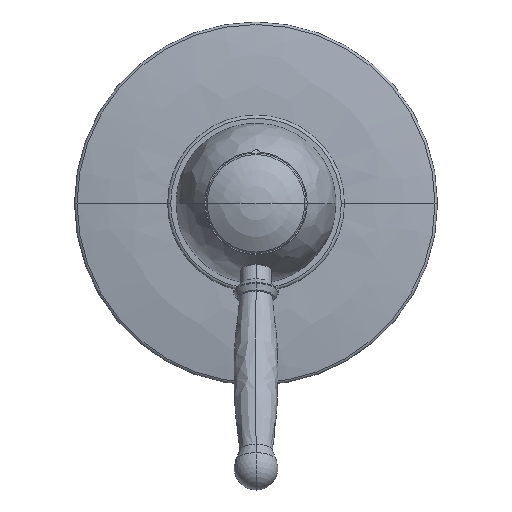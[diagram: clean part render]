
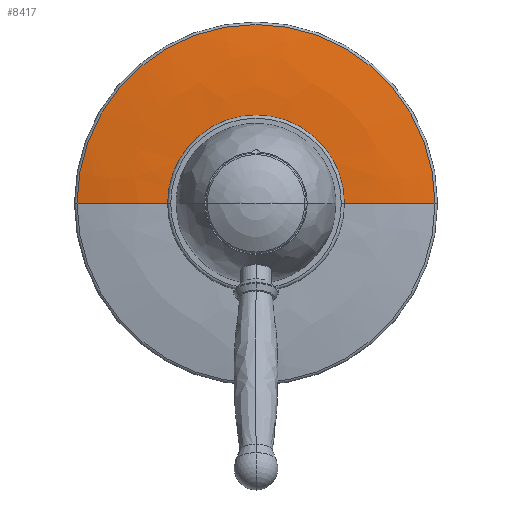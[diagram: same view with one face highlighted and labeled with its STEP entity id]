
A CAD part, top view. The second image highlights one B-rep face of the part: STEP entity #8417.
In plain terms, the highlighted free-form (B-spline) face has degree [3, 3] with [7, 4] control points.
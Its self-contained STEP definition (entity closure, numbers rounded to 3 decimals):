
#7601=CARTESIAN_POINT('',(28.144,0.,-154.));
#7602=DIRECTION('',(0.,-1.,0.));
#7603=DIRECTION('',(0.194,0.,0.981));
#7604=AXIS2_PLACEMENT_3D('',#7601,#7602,#7603);
#7611=CARTESIAN_POINT('',(-28.144,0.,-154.));
#7612=DIRECTION('',(0.,1.,0.));
#7613=DIRECTION('',(-0.194,0.,0.981));
#7614=AXIS2_PLACEMENT_3D('',#7611,#7612,#7613);
#7692=CARTESIAN_POINT('',(0.,0.,-4.001));
#7693=DIRECTION('',(0.,0.,-1.));
#7694=DIRECTION('',(-1.,0.,0.));
#7695=AXIS2_PLACEMENT_3D('',#7692,#7693,#7694);
#7697=CARTESIAN_POINT('',(0.,0.,-6.84));
#7698=DIRECTION('',(0.,0.,1.));
#7699=DIRECTION('',(1.,0.,0.));
#7700=AXIS2_PLACEMENT_3D('',#7697,#7698,#7699);
#7727=CARTESIAN_POINT('',(57.194,0.,-6.84));
#7728=CARTESIAN_POINT('',(-57.194,0.,
-6.84));
#7729=VERTEX_POINT('',#7727);
#7730=VERTEX_POINT('',#7728);
#7763=CARTESIAN_POINT('',(-27.5,0.,-4.001));
#7764=CARTESIAN_POINT('',(27.5,0.,-4.001));
#7765=VERTEX_POINT('',#7763);
#7766=VERTEX_POINT('',#7764);
#8381=CARTESIAN_POINT('',(-26.849,-1.689,
-4.005));
#8382=CARTESIAN_POINT('',(-37.205,-2.341,
-3.919));
#8383=CARTESIAN_POINT('',(-47.514,-2.989,
-4.907));
#8384=CARTESIAN_POINT('',(-57.666,-3.628,
-6.957));
#8385=CARTESIAN_POINT('',(-27.889,14.834,
-4.005));
#8386=CARTESIAN_POINT('',(-38.645,20.555,
-3.919));
#8387=CARTESIAN_POINT('',(-49.354,26.251,
-4.907));
#8388=CARTESIAN_POINT('',(-59.898,31.859,
-6.957));
#8389=CARTESIAN_POINT('',(-16.556,26.902,
-4.005));
#8390=CARTESIAN_POINT('',(-22.941,37.279,
-3.919));
#8391=CARTESIAN_POINT('',(-29.298,47.608,
-4.907));
#8392=CARTESIAN_POINT('',(-35.558,57.78,
-6.957));
#8393=CARTESIAN_POINT('',(0.,26.902,-4.005));
#8394=CARTESIAN_POINT('',(0.,37.279,-3.919));
#8395=CARTESIAN_POINT('',(0.,47.608,-4.907));
#8396=CARTESIAN_POINT('',(0.,57.78,-6.957));
#8397=CARTESIAN_POINT('',(16.556,26.902,-4.005));
#8398=CARTESIAN_POINT('',(22.941,37.279,-3.919));
#8399=CARTESIAN_POINT('',(29.298,47.608,-4.907));
#8400=CARTESIAN_POINT('',(35.558,57.78,-6.957));
#8401=CARTESIAN_POINT('',(27.889,14.834,-4.005));
#8402=CARTESIAN_POINT('',(38.645,20.555,-3.919));
#8403=CARTESIAN_POINT('',(49.354,26.251,-4.907));
#8404=CARTESIAN_POINT('',(59.898,31.859,-6.957));
#8405=CARTESIAN_POINT('',(26.849,-1.689,
-4.005));
#8406=CARTESIAN_POINT('',(37.205,-2.341,
-3.919));
#8407=CARTESIAN_POINT('',(47.514,-2.989,
-4.907));
#8408=CARTESIAN_POINT('',(57.666,-3.628,
-6.957));
#8409=(BOUNDED_SURFACE()B_SPLINE_SURFACE(3,3,((#8381,#8382,#8383,#8384),(#8385,
#8386,#8387,#8388),(#8389,#8390,#8391,#8392),(#8393,#8394,#8395,#8396),(#8397,
#8398,#8399,#8400),(#8401,#8402,#8403,#8404),(#8405,#8406,#8407,#8408)),
.UNSPECIFIED.,.F.,.F.,.F.)B_SPLINE_SURFACE_WITH_KNOTS((4,3,4),(4,4),(0.,1.,
2.),(0.,1.),.UNSPECIFIED.)GEOMETRIC_REPRESENTATION_ITEM()RATIONAL_B_SPLINE_SURFACE(((1.19,1.186,1.186,1.19),(
0.94,0.937,0.937,0.94),(
0.94,0.937,0.937,0.94),(
1.19,1.186,1.186,1.19),(
0.94,0.937,0.937,0.94),(
0.94,0.937,0.937,0.94),(
1.19,1.186,1.186,1.19)))REPRESENTATION_ITEM('')SURFACE());
#8410=ORIENTED_EDGE('',*,*,#8198,.F.);
#8411=ORIENTED_EDGE('',*,*,#8175,.F.);
#8413=ORIENTED_EDGE('',*,*,#8412,.F.);
#8414=ORIENTED_EDGE('',*,*,#8172,.T.);
#8415=EDGE_LOOP('',(#8410,#8411,#8413,#8414));
#8416=FACE_OUTER_BOUND('',#8415,.F.);
#8417=ADVANCED_FACE('',(#8416),#8409,.T.);
#7605=CIRCLE('',#7604,150.);
#7615=CIRCLE('',#7614,150.);
#7696=CIRCLE('',#7695,27.5);
#7701=CIRCLE('',#7700,57.194);
#8172=EDGE_CURVE('',#7729,#7766,#7605,.T.);
#8175=EDGE_CURVE('',#7730,#7765,#7615,.T.);
#8198=EDGE_CURVE('',#7765,#7766,#7696,.T.);
#8412=EDGE_CURVE('',#7729,#7730,#7701,.T.);
